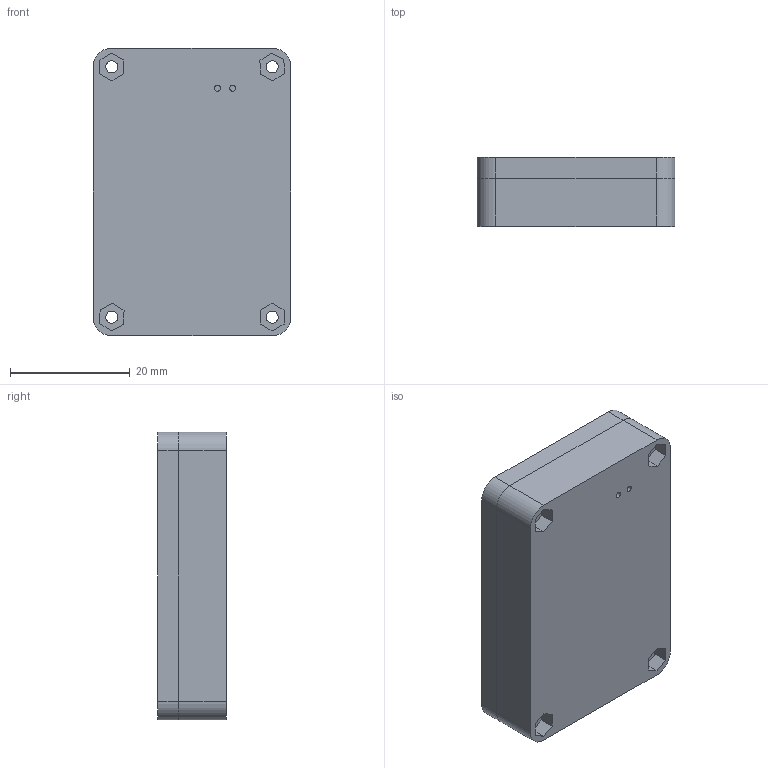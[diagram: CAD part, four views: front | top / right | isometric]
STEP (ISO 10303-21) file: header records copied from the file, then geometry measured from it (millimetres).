
FILE_DESCRIPTION(/* description */ ('','CAx-IF Rec.Pracs.---Representation and Presentation of Product Manufacturing Information (PMI)---4.0---2014-10-13'),/* implementation_level */ '2;1');
FILE_NAME(/* name */ 'Leak_Sensor_Enclosure.step',/* time_stamp */ '2024-12-02T08:57:26-05:00',/* author */ (''),/* organization */ (''),/* preprocessor_version */ 'ST-DEVELOPER v20',/* originating_system */ 'Autodesk Translation Framework v13.20.0.188',/* authorisation */ '');
FILE_SCHEMA (('AP242_MANAGED_MODEL_BASED_3D_ENGINEERING_MIM_LF { 1 0 10303 442 1 1 4 }'));
Length unit declared in the file: millimetre
Products named in the file (1): Leak_Sensor_Enclosure
Bounding box: 33 x 11.5 x 48 mm (x, y, z)
Volume: 9953 mm3; surface area: 9370.9 mm2
Topology: 2 solids, 2 shells, 89 faces, 228 edges, 152 vertices
Faces by surface type: plane 57, cylinder 32
Full cylindrical faces by diameter (mm): 1 x2, 2 x8, 4 x4
Entity records: 2767 total; most frequent: DIRECTION 472, CARTESIAN_POINT 470, ORIENTED_EDGE 456, EDGE_CURVE 228, LINE 164, VECTOR 164, AXIS2_PLACEMENT_3D 154, VERTEX_POINT 152
